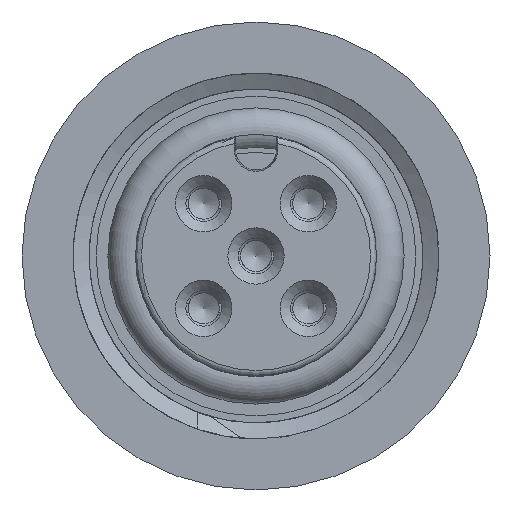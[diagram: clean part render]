
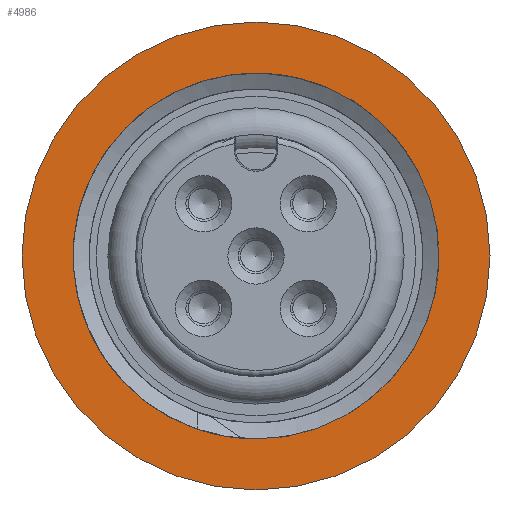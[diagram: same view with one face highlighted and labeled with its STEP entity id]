
A CAD part, left-side view. The second image highlights one B-rep face of the part: STEP entity #4986.
In plain terms, the highlighted face is planar.
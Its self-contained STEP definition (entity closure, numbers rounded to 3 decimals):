
#200=PLANE('',#5765);
#383=CIRCLE('',#5689,6.175);
#429=CIRCLE('',#5764,7.9);
#1623=ORIENTED_EDGE('',*,*,#2634,.T.);
#1624=ORIENTED_EDGE('',*,*,#2740,.F.);
#2634=EDGE_CURVE('',#3271,#3271,#383,.T.);
#2740=EDGE_CURVE('',#3363,#3363,#429,.T.);
#3271=VERTEX_POINT('',#9964);
#3363=VERTEX_POINT('',#10987);
#4054=EDGE_LOOP('',(#1623));
#4055=EDGE_LOOP('',(#1624));
#4554=FACE_BOUND('',#4054,.T.);
#4555=FACE_BOUND('',#4055,.T.);
#4986=ADVANCED_FACE('',(#4554,#4555),#200,.F.);
#5689=AXIS2_PLACEMENT_3D('',#9963,#6567,#6568);
#5764=AXIS2_PLACEMENT_3D('',#10986,#6717,#6718);
#5765=AXIS2_PLACEMENT_3D('',#10988,#6719,#6720);
#6567=DIRECTION('',(0.,1.,0.));
#6568=DIRECTION('',(1.,0.,0.));
#6717=DIRECTION('',(0.,1.,0.));
#6718=DIRECTION('',(1.,0.,0.));
#6719=DIRECTION('',(0.,1.,0.));
#6720=DIRECTION('',(0.,0.,1.));
#9963=CARTESIAN_POINT('',(0.,0.,0.));
#9964=CARTESIAN_POINT('',(6.175,0.,0.));
#10986=CARTESIAN_POINT('',(0.,0.,0.));
#10987=CARTESIAN_POINT('',(7.9,0.,0.));
#10988=CARTESIAN_POINT('',(0.,0.,0.));
